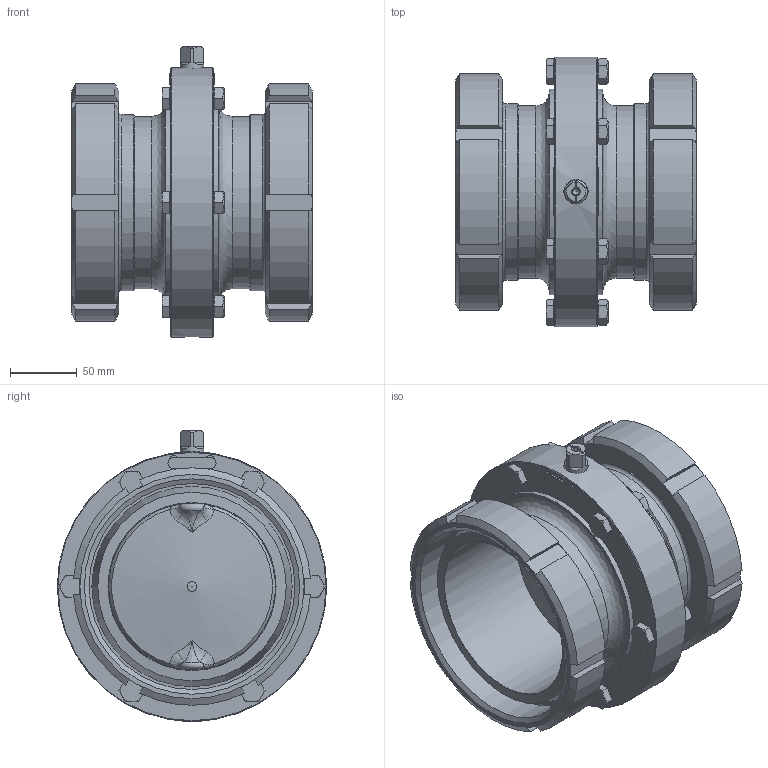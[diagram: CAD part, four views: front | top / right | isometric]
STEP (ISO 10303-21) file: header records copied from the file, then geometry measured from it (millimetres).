
FILE_DESCRIPTION((''),'2;1');
FILE_NAME('56640125XX30.stp','2010-11-23T14:56:53',('Creator'),(''),'Autodesk Inventor 2010','Autodesk Inventor 2010','');
FILE_SCHEMA(('AUTOMOTIVE_DESIGN { 1 0 10303 214 1 1 1 1 }'));
Length unit declared in the file: millimetre
Products named in the file (1): 56640125XX30
Bounding box: 180 x 202 x 217.8 mm (x, y, z)
Volume: 1217600 mm3; surface area: 341077.6 mm2
Topology: 1 solids, 9 shells, 437 faces, 1031 edges, 641 vertices
Faces by surface type: plane 211, cone 112, cylinder 74, bspline 34, torus 6
Full cylindrical faces by diameter (mm): 4.917 x1, 7.2 x6, 9.188 x6, 10 x6, 10.5 x6, 15.4 x6, 15.9 x2, 17.5 x4, 18.2 x2, 125 x2, 129 x2, 132 x2, 137 x2, 138 x2, 154 x2, 154.29 x2, 160.4 x2, 202 x1
Entity records: 13931 total; most frequent: CARTESIAN_POINT 5314, ORIENTED_EDGE 1742, DIRECTION 1670, EDGE_CURVE 871, AXIS2_PLACEMENT_3D 724, EDGE_LOOP 608, VERTEX_POINT 601, FACE_OUTER_BOUND 436
